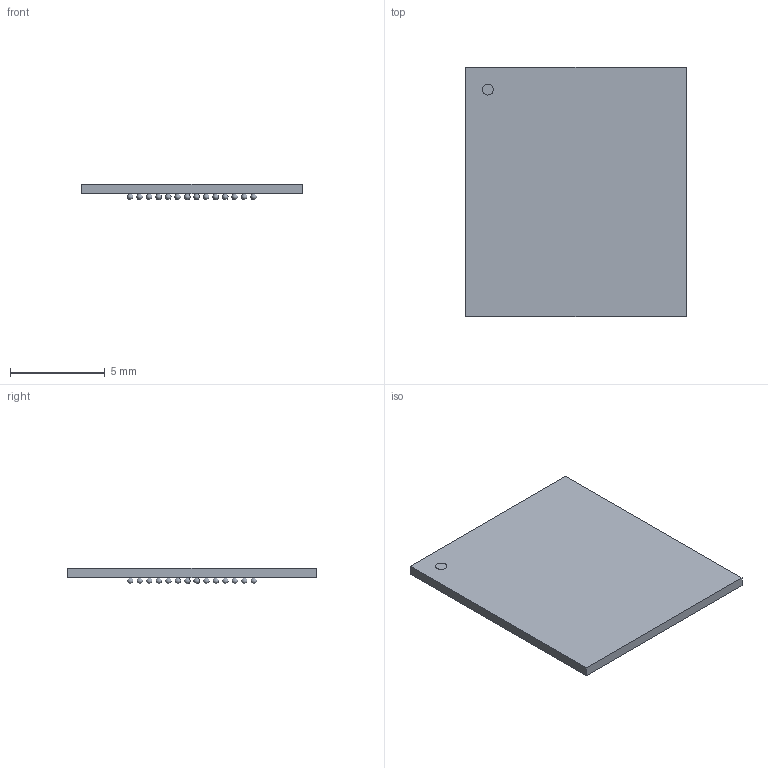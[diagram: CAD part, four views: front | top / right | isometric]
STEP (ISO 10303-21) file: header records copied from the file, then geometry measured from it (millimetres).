
FILE_DESCRIPTION(('STEP AP214'),'1');
FILE_NAME('BGA153_MX52LM_MAC','2025-10-17T09:45:42',(''),(''),'','','');
FILE_SCHEMA(('AUTOMOTIVE_DESIGN'));
Length unit declared in the file: millimetre
Products named in the file (1): product
Bounding box: 11.61 x 13.11 x 0.82 mm (x, y, z)
Volume: 79.7 mm3; surface area: 374.6 mm2
Topology: 155 solids, 155 shells, 162 faces, 474 edges, 316 vertices
Faces by surface type: sphere 153, plane 8, cylinder 1
Full cylindrical faces by diameter (mm): 0.58 x1
Entity records: 1750 total; most frequent: DIRECTION 344, CARTESIAN_POINT 176, AXIS2_PLACEMENT_3D 166, STYLED_ITEM 162, ADVANCED_FACE 162, MANIFOLD_SOLID_BREP 155, CLOSED_SHELL 155, SPHERICAL_SURFACE 153
